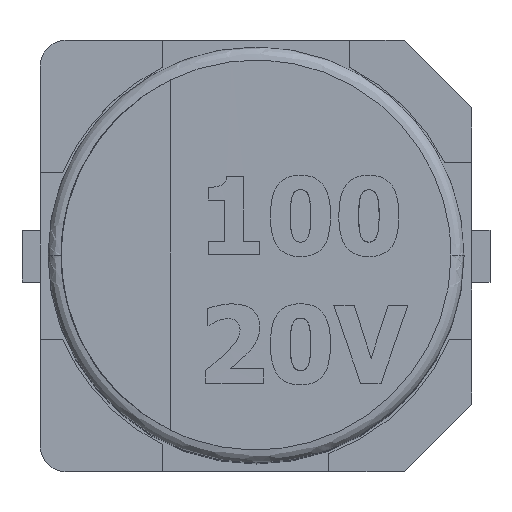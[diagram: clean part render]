
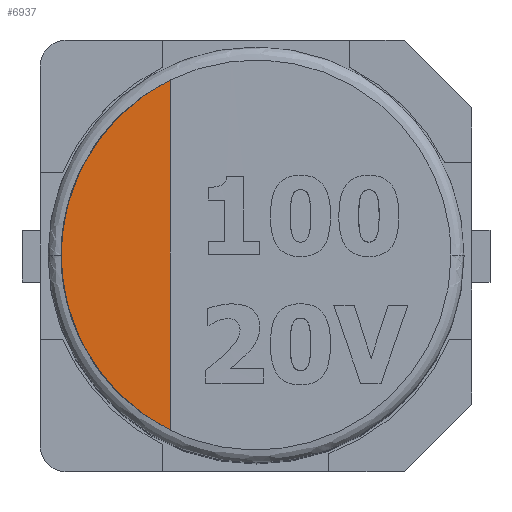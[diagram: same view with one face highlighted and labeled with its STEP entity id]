
A CAD part, top view. The second image highlights one B-rep face of the part: STEP entity #6937.
In plain terms, the highlighted planar face has unit normal (0, 0, 1).
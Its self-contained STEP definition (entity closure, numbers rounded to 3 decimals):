
#300 = CYLINDRICAL_SURFACE('',#301,3.75);
#301 = AXIS2_PLACEMENT_3D('',#302,#303,#304);
#302 = CARTESIAN_POINT('',(0.,0.,11.9));
#303 = DIRECTION('',(0.,0.,1.));
#304 = DIRECTION('',(1.,0.,-0.));
#4141 = VERTEX_POINT('',#4142);
#4142 = CARTESIAN_POINT('',(-1.65,-3.367,11.901));
#4178 = PLANE('',#4179);
#4179 = AXIS2_PLACEMENT_3D('',#4180,#4181,#4182);
#4180 = CARTESIAN_POINT('',(-1.65,3.367,11.9));
#4181 = DIRECTION('',(1.,-0.,0.));
#4182 = DIRECTION('',(0.,0.,-1.));
#4190 = EDGE_CURVE('',#4141,#4191,#4193,.T.);
#4191 = VERTEX_POINT('',#4192);
#4192 = CARTESIAN_POINT('',(-1.65,3.367,11.901));
#4193 = SURFACE_CURVE('',#4194,(#4199,#4228),.PCURVE_S1.);
#4194 = CIRCLE('',#4195,3.75);
#4195 = AXIS2_PLACEMENT_3D('',#4196,#4197,#4198);
#4196 = CARTESIAN_POINT('',(0.,0.,11.901));
#4197 = DIRECTION('',(0.,0.,-1.));
#4198 = DIRECTION('',(1.,0.,0.));
#4199 = PCURVE('',#300,#4200);
#4200 = DEFINITIONAL_REPRESENTATION('',(#4201),#4227);
#4201 = B_SPLINE_CURVE_WITH_KNOTS('',3,(#4202,#4203,#4204,#4205,#4206,
    #4207,#4208,#4209,#4210,#4211,#4212,#4213,#4214,#4215,#4216,#4217,
    #4218,#4219,#4220,#4221,#4222,#4223,#4224,#4225,#4226),
  .UNSPECIFIED.,.F.,.F.,(4,1,1,1,1,1,1,1,1,1,1,1,1,1,1,1,1,1,1,1,1,1,4),
  (2.026,2.128,2.229,2.331,
    2.432,2.533,2.635,2.736,
    2.837,2.939,3.04,3.142,
    3.243,3.344,3.446,3.547,
    3.649,3.75,3.851,3.953,
    4.054,4.155,4.257),.QUASI_UNIFORM_KNOTS.);
#4202 = CARTESIAN_POINT('',(4.257,0.001));
#4203 = CARTESIAN_POINT('',(4.223,0.001));
#4204 = CARTESIAN_POINT('',(4.155,0.001));
#4205 = CARTESIAN_POINT('',(4.054,0.001));
#4206 = CARTESIAN_POINT('',(3.953,0.001));
#4207 = CARTESIAN_POINT('',(3.851,0.001));
#4208 = CARTESIAN_POINT('',(3.75,0.001));
#4209 = CARTESIAN_POINT('',(3.649,0.001));
#4210 = CARTESIAN_POINT('',(3.547,0.001));
#4211 = CARTESIAN_POINT('',(3.446,0.001));
#4212 = CARTESIAN_POINT('',(3.344,0.001));
#4213 = CARTESIAN_POINT('',(3.243,0.001));
#4214 = CARTESIAN_POINT('',(3.142,0.001));
#4215 = CARTESIAN_POINT('',(3.04,0.001));
#4216 = CARTESIAN_POINT('',(2.939,0.001));
#4217 = CARTESIAN_POINT('',(2.837,0.001));
#4218 = CARTESIAN_POINT('',(2.736,0.001));
#4219 = CARTESIAN_POINT('',(2.635,0.001));
#4220 = CARTESIAN_POINT('',(2.533,0.001));
#4221 = CARTESIAN_POINT('',(2.432,0.001));
#4222 = CARTESIAN_POINT('',(2.331,0.001));
#4223 = CARTESIAN_POINT('',(2.229,0.001));
#4224 = CARTESIAN_POINT('',(2.128,0.001));
#4225 = CARTESIAN_POINT('',(2.06,0.001));
#4226 = CARTESIAN_POINT('',(2.026,0.001));
#4227 = ( GEOMETRIC_REPRESENTATION_CONTEXT(2) 
PARAMETRIC_REPRESENTATION_CONTEXT() REPRESENTATION_CONTEXT('2D SPACE',''
  ) );
#4228 = PCURVE('',#4229,#4234);
#4229 = PLANE('',#4230);
#4230 = AXIS2_PLACEMENT_3D('',#4231,#4232,#4233);
#4231 = CARTESIAN_POINT('',(-2.333,0.,11.901));
#4232 = DIRECTION('',(0.,0.,1.));
#4233 = DIRECTION('',(1.,0.,-0.));
#4234 = DEFINITIONAL_REPRESENTATION('',(#4235),#4243);
#4235 = ( BOUNDED_CURVE() B_SPLINE_CURVE(2,(#4236,#4237,#4238,#4239,
#4240,#4241,#4242),.UNSPECIFIED.,.F.,.F.) B_SPLINE_CURVE_WITH_KNOTS((1,2
    ,2,2,2,1),(-2.094,0.,2.094,4.189,
6.283,8.378),.UNSPECIFIED.) CURVE() 
GEOMETRIC_REPRESENTATION_ITEM() RATIONAL_B_SPLINE_CURVE((1.,0.5,1.,0.5,
1.,0.5,1.)) REPRESENTATION_ITEM('') );
#4236 = CARTESIAN_POINT('',(6.083,0.));
#4237 = CARTESIAN_POINT('',(6.083,-6.495));
#4238 = CARTESIAN_POINT('',(0.458,-3.248));
#4239 = CARTESIAN_POINT('',(-5.167,0.));
#4240 = CARTESIAN_POINT('',(0.458,3.248));
#4241 = CARTESIAN_POINT('',(6.083,6.495));
#4242 = CARTESIAN_POINT('',(6.083,0.));
#4243 = ( GEOMETRIC_REPRESENTATION_CONTEXT(2) 
PARAMETRIC_REPRESENTATION_CONTEXT() REPRESENTATION_CONTEXT('2D SPACE',''
  ) );
#6937 = ADVANCED_FACE('',(#6938),#4229,.T.);
#6938 = FACE_BOUND('',#6939,.T.);
#6939 = EDGE_LOOP('',(#6940,#6941));
#6940 = ORIENTED_EDGE('',*,*,#4190,.F.);
#6941 = ORIENTED_EDGE('',*,*,#6942,.T.);
#6942 = EDGE_CURVE('',#4141,#4191,#6943,.T.);
#6943 = SURFACE_CURVE('',#6944,(#6948,#6955),.PCURVE_S1.);
#6944 = LINE('',#6945,#6946);
#6945 = CARTESIAN_POINT('',(-1.65,0.,11.901));
#6946 = VECTOR('',#6947,1.);
#6947 = DIRECTION('',(-0.,1.,0.));
#6948 = PCURVE('',#4229,#6949);
#6949 = DEFINITIONAL_REPRESENTATION('',(#6950),#6954);
#6950 = LINE('',#6951,#6952);
#6951 = CARTESIAN_POINT('',(0.683,0.));
#6952 = VECTOR('',#6953,1.);
#6953 = DIRECTION('',(0.,1.));
#6954 = ( GEOMETRIC_REPRESENTATION_CONTEXT(2) 
PARAMETRIC_REPRESENTATION_CONTEXT() REPRESENTATION_CONTEXT('2D SPACE',''
  ) );
#6955 = PCURVE('',#4178,#6956);
#6956 = DEFINITIONAL_REPRESENTATION('',(#6957),#6961);
#6957 = LINE('',#6958,#6959);
#6958 = CARTESIAN_POINT('',(-0.001,-3.367));
#6959 = VECTOR('',#6960,1.);
#6960 = DIRECTION('',(0.,1.));
#6961 = ( GEOMETRIC_REPRESENTATION_CONTEXT(2) 
PARAMETRIC_REPRESENTATION_CONTEXT() REPRESENTATION_CONTEXT('2D SPACE',''
  ) );
